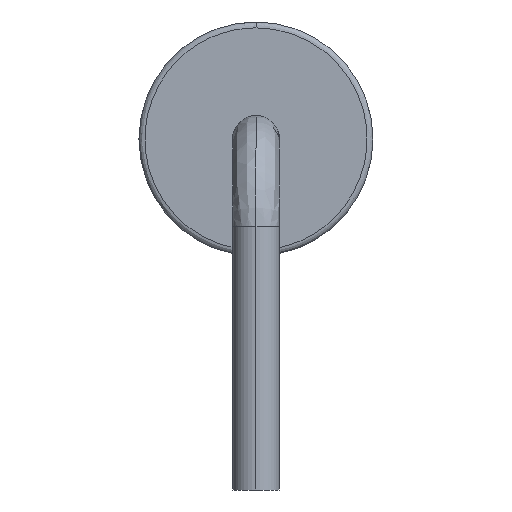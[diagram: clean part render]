
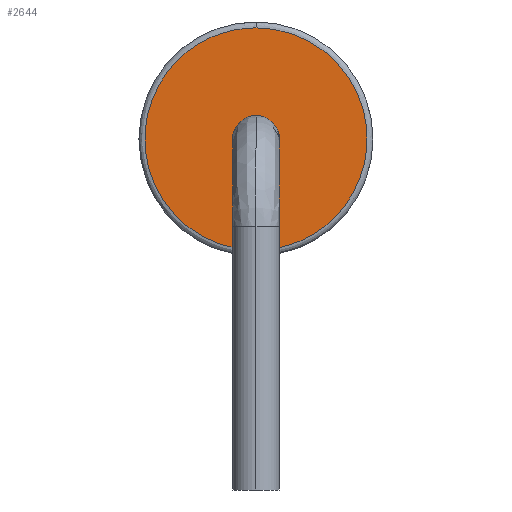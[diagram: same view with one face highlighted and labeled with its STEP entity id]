
A CAD part, left-side view. The second image highlights one B-rep face of the part: STEP entity #2644.
In plain terms, the highlighted planar face has unit normal (-1, 0, 0).
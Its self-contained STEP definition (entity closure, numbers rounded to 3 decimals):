
#29 =( BOUNDED_CURVE ( )  B_SPLINE_CURVE ( 3, ( #2233, #2227, #2232, #2229 ),
 .UNSPECIFIED., .F., .T. ) 
 B_SPLINE_CURVE_WITH_KNOTS ( ( 4, 4 ),
 ( 0., 0.5 ),
 .UNSPECIFIED. ) 
 CURVE ( )  GEOMETRIC_REPRESENTATION_ITEM ( )  RATIONAL_B_SPLINE_CURVE ( ( 1., 0.333, 0.333, 1. ) ) 
 REPRESENTATION_ITEM ( '' )  );
#83 =( BOUNDED_CURVE ( )  B_SPLINE_CURVE ( 3, ( #1856, #1873, #1842, #1871 ),
 .UNSPECIFIED., .F., .T. ) 
 B_SPLINE_CURVE_WITH_KNOTS ( ( 4, 4 ),
 ( 0.5, 1. ),
 .UNSPECIFIED. ) 
 CURVE ( )  GEOMETRIC_REPRESENTATION_ITEM ( )  RATIONAL_B_SPLINE_CURVE ( ( 1., 0.333, 0.333, 1. ) ) 
 REPRESENTATION_ITEM ( '' )  );
#951 = AXIS2_PLACEMENT_3D ( 'NONE', #1862, #1879, #1881 ) ;
#989 = FACE_OUTER_BOUND ( 'NONE', #1320, .T. ) ;
#1114 = ORIENTED_EDGE ( 'NONE', *, *, #2653, .F. ) ;
#1200 = ORIENTED_EDGE ( 'NONE', *, *, #2496, .F. ) ;
#1320 = EDGE_LOOP ( 'NONE', ( #1200, #1114 ) ) ;
#1545 = CARTESIAN_POINT ( 'NONE',  ( 2.87, 0., 4.9 ) ) ;
#1547 = VERTEX_POINT ( 'NONE', #1545 ) ;
#1588 = CARTESIAN_POINT ( 'NONE',  ( 2.87, 0., 1.1 ) ) ;
#1637 = VERTEX_POINT ( 'NONE', #1588 ) ;
#1842 = CARTESIAN_POINT ( 'NONE',  ( 2.87, -3.8, 1.1 ) ) ;
#1848 = PLANE ( 'NONE',  #951 ) ;
#1856 = CARTESIAN_POINT ( 'NONE',  ( 2.87, 0., 4.9 ) ) ;
#1862 = CARTESIAN_POINT ( 'NONE',  ( 2.87, 0., 3. ) ) ;
#1871 = CARTESIAN_POINT ( 'NONE',  ( 2.87, 0., 1.1 ) ) ;
#1873 = CARTESIAN_POINT ( 'NONE',  ( 2.87, -3.8, 4.9 ) ) ;
#1879 = DIRECTION ( 'NONE',  ( 1., 0., 0. ) ) ;
#1881 = DIRECTION ( 'NONE',  ( 0., 0., -1. ) ) ;
#2227 = CARTESIAN_POINT ( 'NONE',  ( 2.87, 3.8, 1.1 ) ) ;
#2229 = CARTESIAN_POINT ( 'NONE',  ( 2.87, 0., 4.9 ) ) ;
#2232 = CARTESIAN_POINT ( 'NONE',  ( 2.87, 3.8, 4.9 ) ) ;
#2233 = CARTESIAN_POINT ( 'NONE',  ( 2.87, 0., 1.1 ) ) ;
#2496 = EDGE_CURVE ( 'NONE', #1637, #1547, #29, .T. ) ;
#2644 = ADVANCED_FACE ( 'NONE', ( #989 ), #1848, .F. ) ;
#2653 = EDGE_CURVE ( 'NONE', #1547, #1637, #83, .T. ) ;
